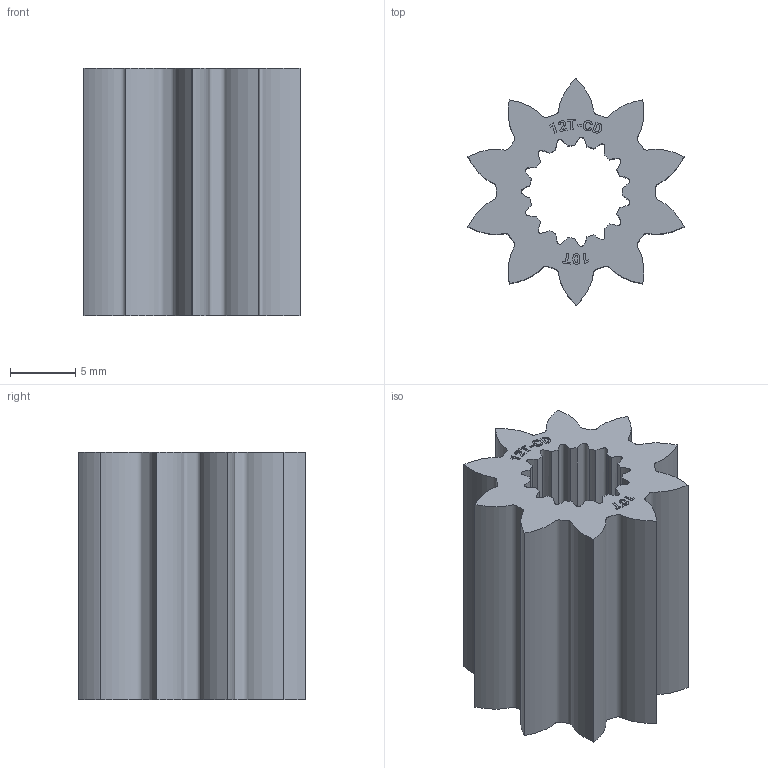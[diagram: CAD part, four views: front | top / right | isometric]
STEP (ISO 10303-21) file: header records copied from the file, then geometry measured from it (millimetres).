
FILE_DESCRIPTION (( 'STEP AP214' ), '1' );
FILE_NAME ('WCP-1008 Rev1.step', '2023-10-11T20:26:43', ( '' ), ( '' ), 'SwSTEP 2.0', 'SolidWorks 2022', '' );
FILE_SCHEMA (( 'AUTOMOTIVE_DESIGN' ));
Length unit declared in the file: inch
Products named in the file (1): WCP-1008 Rev1
Bounding box: 16.6 x 17.45 x 19.05 mm (x, y, z)
Volume: 2150.4 mm3; surface area: 2269.7 mm2
Topology: 1 solids, 1 shells, 248 faces, 672 edges, 448 vertices
Faces by surface type: plane 142, bspline 80, cylinder 26
Entity records: 15356 total; most frequent: CARTESIAN_POINT 9553, ORIENTED_EDGE 1344, DIRECTION 902, EDGE_CURVE 672, VECTOR 460, LINE 460, VERTEX_POINT 448, EDGE_LOOP 272
